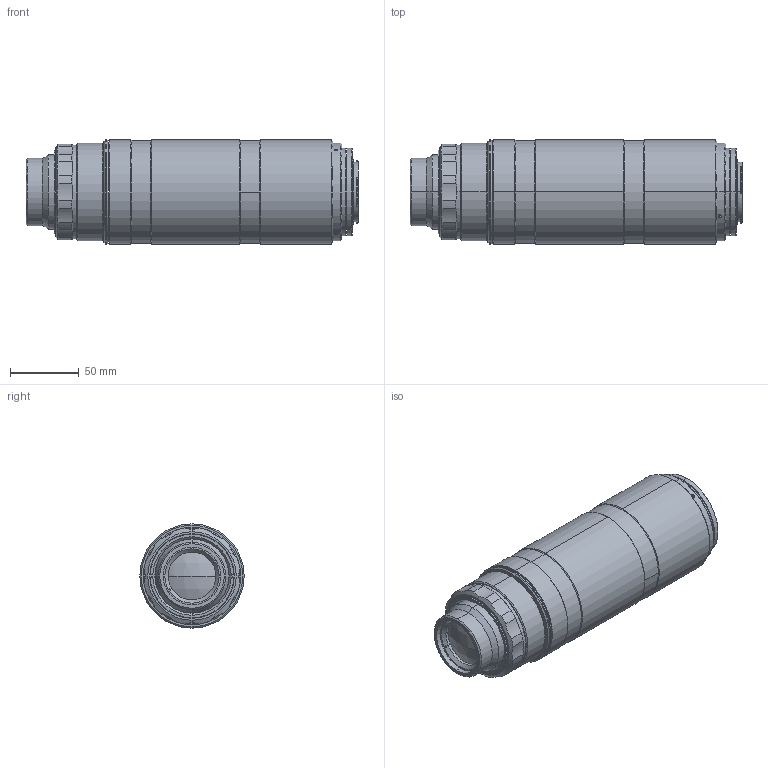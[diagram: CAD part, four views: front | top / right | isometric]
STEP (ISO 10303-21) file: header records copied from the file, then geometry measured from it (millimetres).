
FILE_DESCRIPTION (( 'STEP AP203' ), '1' );
FILE_NAME ('DP22544-B_MC12K200X-F.step', '2021-12-23T10:51:25', ( '' ), ( '' ), 'SwSTEP 2.0', 'SolidWorks 2021', '' );
FILE_SCHEMA (( 'CONFIG_CONTROL_DESIGN' ));
Length unit declared in the file: millimetre
Products named in the file (1): DP22544-B_MC12K200X-F
Bounding box: 242.2 x 76 x 76 mm (x, y, z)
Surface area: 109251.3 mm2 (no closed solid volume)
Topology: 0 solids, 12 shells, 168 faces, 461 edges, 307 vertices
Faces by surface type: cylinder 93, cone 38, plane 35, sphere 2
Entity records: 5987 total; most frequent: CARTESIAN_POINT 1605, DIRECTION 957, ORIENTED_EDGE 808, EDGE_CURVE 461, AXIS2_PLACEMENT_3D 387, VERTEX_POINT 307, CIRCLE 218, EDGE_LOOP 195
